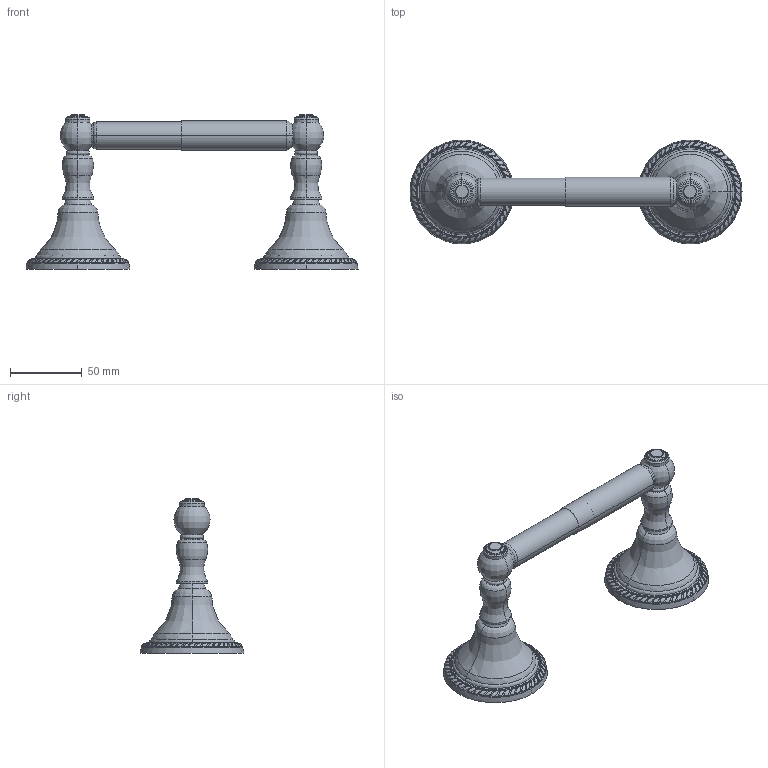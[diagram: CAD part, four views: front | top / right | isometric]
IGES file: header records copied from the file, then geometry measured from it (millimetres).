
Start section:  PTC IGES file: 15-28_web.igs
Global section: file name: 15-28_web.igs; native system: Pro/ENGINEER by Parametric Technology Corporation; preprocessor: 2009300; author: rathishkumar; organization: Unknown; date: 20100713.112859; units: inch
Bounding box: 231.01 x 72.26 x 107.85 mm (x, y, z)
Surface area: 51050.8 mm2 (no closed solid volume)
Topology: 0 solids, 0 shells, 752 faces, 3222 edges, 3222 vertices
Faces by surface type: revolution 339, bspline 213, extrusion 200
